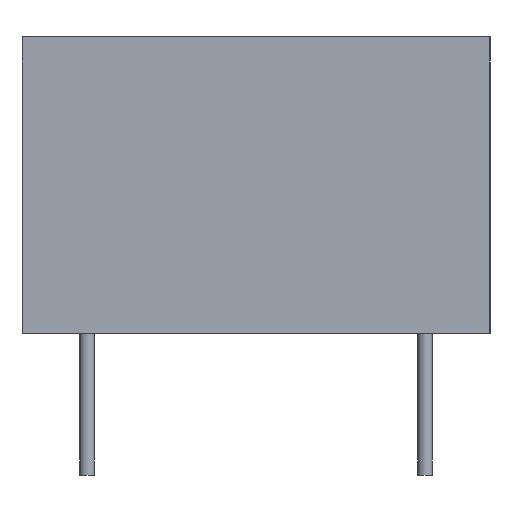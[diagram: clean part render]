
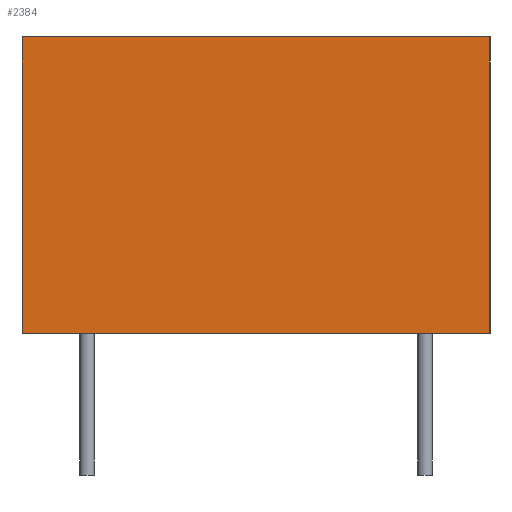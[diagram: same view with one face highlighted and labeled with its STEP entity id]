
A CAD part, left-side view. The second image highlights one B-rep face of the part: STEP entity #2384.
In plain terms, the highlighted planar face has unit normal (-1, 0, 0).
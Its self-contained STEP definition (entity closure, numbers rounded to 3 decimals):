
#330 = VERTEX_POINT('',#331);
#331 = CARTESIAN_POINT('',(0.,0.,0.));
#339 = EDGE_CURVE('',#330,#340,#342,.T.);
#340 = VERTEX_POINT('',#341);
#341 = CARTESIAN_POINT('',(0.,0.,9.));
#342 = LINE('',#343,#344);
#343 = CARTESIAN_POINT('',(0.,0.,0.));
#344 = VECTOR('',#345,1.);
#345 = DIRECTION('',(0.,0.,1.));
#457 = VERTEX_POINT('',#458);
#458 = CARTESIAN_POINT('',(0.,14.2,9.));
#464 = EDGE_CURVE('',#465,#457,#467,.T.);
#465 = VERTEX_POINT('',#466);
#466 = CARTESIAN_POINT('',(0.,14.2,0.));
#467 = LINE('',#468,#469);
#468 = CARTESIAN_POINT('',(0.,14.2,0.));
#469 = VECTOR('',#470,1.);
#470 = DIRECTION('',(0.,0.,1.));
#1060 = EDGE_CURVE('',#465,#330,#1061,.T.);
#1061 = LINE('',#1062,#1063);
#1062 = CARTESIAN_POINT('',(0.,14.2,0.));
#1063 = VECTOR('',#1064,1.);
#1064 = DIRECTION('',(0.,-1.,0.));
#1114 = EDGE_CURVE('',#457,#340,#1115,.T.);
#1115 = LINE('',#1116,#1117);
#1116 = CARTESIAN_POINT('',(0.,14.2,9.));
#1117 = VECTOR('',#1118,1.);
#1118 = DIRECTION('',(0.,-1.,0.));
#2384 = ADVANCED_FACE('',(#2385),#2391,.F.);
#2385 = FACE_BOUND('',#2386,.F.);
#2386 = EDGE_LOOP('',(#2387,#2388,#2389,#2390));
#2387 = ORIENTED_EDGE('',*,*,#464,.T.);
#2388 = ORIENTED_EDGE('',*,*,#1114,.T.);
#2389 = ORIENTED_EDGE('',*,*,#339,.F.);
#2390 = ORIENTED_EDGE('',*,*,#1060,.F.);
#2391 = PLANE('',#2392);
#2392 = AXIS2_PLACEMENT_3D('',#2393,#2394,#2395);
#2393 = CARTESIAN_POINT('',(0.,14.2,0.));
#2394 = DIRECTION('',(1.,0.,0.));
#2395 = DIRECTION('',(0.,-1.,0.));
